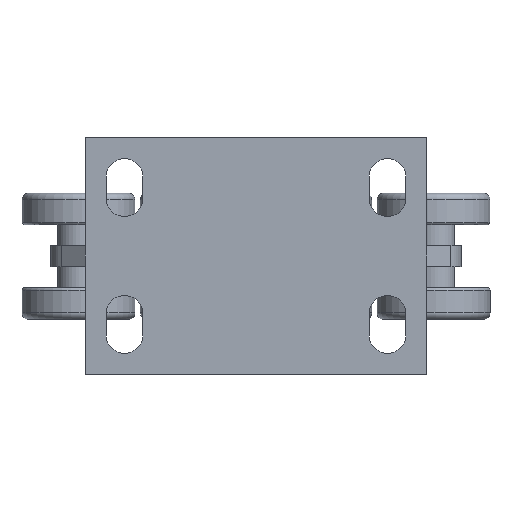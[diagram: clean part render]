
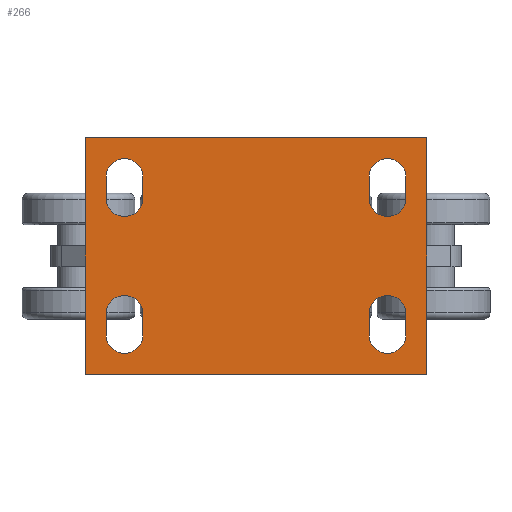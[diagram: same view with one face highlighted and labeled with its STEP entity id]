
A CAD part, front view. The second image highlights one B-rep face of the part: STEP entity #266.
In plain terms, the highlighted planar face has unit normal (0, -1, 0).
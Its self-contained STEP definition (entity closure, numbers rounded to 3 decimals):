
#266=ADVANCED_FACE('',(#1906,#1908,#1910,#1912,#1914),#1916,.T.);
#1906=FACE_BOUND('',#1907,.T.);
#1907=EDGE_LOOP('',(#4603,#4604,#4605,#4606));
#1908=FACE_BOUND('',#1909,.T.);
#1909=EDGE_LOOP('',(#4607,#4608,#4609,#4610));
#1910=FACE_BOUND('',#1911,.T.);
#1911=EDGE_LOOP('',(#4611,#4612,#4613,#4614));
#1912=FACE_BOUND('',#1913,.T.);
#1913=EDGE_LOOP('',(#4615,#4616,#4617,#4618));
#1914=FACE_BOUND('',#1915,.T.);
#1915=EDGE_LOOP('',(#4619,#4620,#4621,#4622));
#1916=PLANE('',#1917);
#1917=AXIS2_PLACEMENT_3D('',#1918,#1919,#1920);
#1918=CARTESIAN_POINT('',(145.,-20.5,49.1));
#1919=DIRECTION('',(0.,-1.,0.));
#1920=DIRECTION('',(-1.,0.,0.));
#4603=ORIENTED_EDGE('',*,*,#6716,.T.);
#4604=ORIENTED_EDGE('',*,*,#6714,.T.);
#4605=ORIENTED_EDGE('',*,*,#6712,.T.);
#4606=ORIENTED_EDGE('',*,*,#6710,.T.);
#4607=ORIENTED_EDGE('',*,*,#6724,.F.);
#4608=ORIENTED_EDGE('',*,*,#6723,.T.);
#4609=ORIENTED_EDGE('',*,*,#6721,.F.);
#4610=ORIENTED_EDGE('',*,*,#6718,.T.);
#4611=ORIENTED_EDGE('',*,*,#6732,.T.);
#4612=ORIENTED_EDGE('',*,*,#6731,.F.);
#4613=ORIENTED_EDGE('',*,*,#6728,.T.);
#4614=ORIENTED_EDGE('',*,*,#6725,.F.);
#4615=ORIENTED_EDGE('',*,*,#6740,.F.);
#4616=ORIENTED_EDGE('',*,*,#6739,.T.);
#4617=ORIENTED_EDGE('',*,*,#6737,.F.);
#4618=ORIENTED_EDGE('',*,*,#6734,.T.);
#4619=ORIENTED_EDGE('',*,*,#6748,.T.);
#4620=ORIENTED_EDGE('',*,*,#6747,.F.);
#4621=ORIENTED_EDGE('',*,*,#6744,.T.);
#4622=ORIENTED_EDGE('',*,*,#6741,.F.);
#6710=EDGE_CURVE('',#7996,#7994,#7997,.T.);
#6712=EDGE_CURVE('',#7999,#7996,#8000,.T.);
#6714=EDGE_CURVE('',#8002,#7999,#8003,.T.);
#6716=EDGE_CURVE('',#7994,#8002,#8005,.T.);
#6718=EDGE_CURVE('',#8008,#8006,#8009,.F.);
#6721=EDGE_CURVE('',#8008,#8011,#8013,.T.);
#6723=EDGE_CURVE('',#8014,#8011,#8016,.F.);
#6724=EDGE_CURVE('',#8014,#8006,#8017,.T.);
#6725=EDGE_CURVE('',#8018,#8019,#8020,.T.);
#6728=EDGE_CURVE('',#8023,#8019,#8024,.F.);
#6731=EDGE_CURVE('',#8023,#8026,#8028,.T.);
#6732=EDGE_CURVE('',#8018,#8026,#8029,.F.);
#6734=EDGE_CURVE('',#8032,#8030,#8033,.F.);
#6737=EDGE_CURVE('',#8032,#8035,#8037,.T.);
#6739=EDGE_CURVE('',#8038,#8035,#8040,.F.);
#6740=EDGE_CURVE('',#8038,#8030,#8041,.T.);
#6741=EDGE_CURVE('',#8042,#8043,#8044,.T.);
#6744=EDGE_CURVE('',#8047,#8043,#8048,.F.);
#6747=EDGE_CURVE('',#8047,#8050,#8052,.T.);
#6748=EDGE_CURVE('',#8042,#8050,#8053,.F.);
#7994=VERTEX_POINT('',#10085);
#7996=VERTEX_POINT('',#10089);
#7997=LINE('',#10090,#10091);
#7999=VERTEX_POINT('',#10096);
#8000=LINE('',#10097,#10098);
#8002=VERTEX_POINT('',#10103);
#8003=LINE('',#10104,#10105);
#8005=LINE('',#10110,#10111);
#8006=VERTEX_POINT('',#10113);
#8008=VERTEX_POINT('',#10117);
#8009=LINE('',#10118,#10119);
#8011=VERTEX_POINT('',#10124);
#8013=CIRCLE('',#10128,7.);
#8014=VERTEX_POINT('',#10132);
#8016=LINE('',#10136,#10137);
#8017=CIRCLE('',#10139,7.);
#8018=VERTEX_POINT('',#10143);
#8019=VERTEX_POINT('',#10144);
#8020=CIRCLE('',#10145,7.);
#8023=VERTEX_POINT('',#10155);
#8024=LINE('',#10156,#10157);
#8026=VERTEX_POINT('',#10162);
#8028=CIRCLE('',#10166,7.);
#8029=LINE('',#10170,#10171);
#8030=VERTEX_POINT('',#10173);
#8032=VERTEX_POINT('',#10177);
#8033=LINE('',#10178,#10179);
#8035=VERTEX_POINT('',#10184);
#8037=CIRCLE('',#10188,7.);
#8038=VERTEX_POINT('',#10192);
#8040=LINE('',#10196,#10197);
#8041=CIRCLE('',#10199,7.);
#8042=VERTEX_POINT('',#10203);
#8043=VERTEX_POINT('',#10204);
#8044=CIRCLE('',#10205,7.);
#8047=VERTEX_POINT('',#10215);
#8048=LINE('',#10216,#10217);
#8050=VERTEX_POINT('',#10222);
#8052=CIRCLE('',#10226,7.);
#8053=LINE('',#10230,#10231);
#10085=CARTESIAN_POINT('',(15.,-20.5,-40.9));
#10089=CARTESIAN_POINT('',(15.,-20.5,49.1));
#10090=CARTESIAN_POINT('',(15.,-20.5,49.1));
#10091=VECTOR('',#10092,1.);
#10092=DIRECTION('',(0.,0.,-1.));
#10096=CARTESIAN_POINT('',(145.,-20.5,49.1));
#10097=CARTESIAN_POINT('',(145.,-20.5,49.1));
#10098=VECTOR('',#10099,1.);
#10099=DIRECTION('',(-1.,0.,0.));
#10103=CARTESIAN_POINT('',(145.,-20.5,-40.9));
#10104=CARTESIAN_POINT('',(145.,-20.5,-40.9));
#10105=VECTOR('',#10106,1.);
#10106=DIRECTION('',(0.,0.,1.));
#10110=CARTESIAN_POINT('',(15.,-20.5,-40.9));
#10111=VECTOR('',#10112,1.);
#10112=DIRECTION('',(1.,0.,0.));
#10113=CARTESIAN_POINT('',(123.,-20.5,-17.9));
#10117=CARTESIAN_POINT('',(123.,-20.5,-25.9));
#10118=CARTESIAN_POINT('',(123.,-20.5,-17.9));
#10119=VECTOR('',#10120,1.);
#10120=DIRECTION('',(0.,0.,-1.));
#10124=CARTESIAN_POINT('',(137.,-20.5,-25.9));
#10128=AXIS2_PLACEMENT_3D('',#10129,#10130,#10131);
#10129=CARTESIAN_POINT('',(130.,-20.5,-25.9));
#10130=DIRECTION('',(0.,-1.,0.));
#10131=DIRECTION('',(-1.,0.,0.));
#10132=CARTESIAN_POINT('',(137.,-20.5,-17.9));
#10136=CARTESIAN_POINT('',(137.,-20.5,-25.9));
#10137=VECTOR('',#10138,1.);
#10138=DIRECTION('',(0.,0.,1.));
#10139=AXIS2_PLACEMENT_3D('',#10140,#10141,#10142);
#10140=CARTESIAN_POINT('',(130.,-20.5,-17.9));
#10141=DIRECTION('',(0.,-1.,0.));
#10142=DIRECTION('',(1.,0.,0.));
#10143=CARTESIAN_POINT('',(23.,-20.5,-25.9));
#10144=CARTESIAN_POINT('',(37.,-20.5,-25.9));
#10145=AXIS2_PLACEMENT_3D('',#10146,#10147,#10148);
#10146=CARTESIAN_POINT('',(30.,-20.5,-25.9));
#10147=DIRECTION('',(0.,-1.,0.));
#10148=DIRECTION('',(-1.,0.,0.));
#10155=CARTESIAN_POINT('',(37.,-20.5,-17.9));
#10156=CARTESIAN_POINT('',(37.,-20.5,-25.9));
#10157=VECTOR('',#10158,1.);
#10158=DIRECTION('',(0.,0.,1.));
#10162=CARTESIAN_POINT('',(23.,-20.5,-17.9));
#10166=AXIS2_PLACEMENT_3D('',#10167,#10168,#10169);
#10167=CARTESIAN_POINT('',(30.,-20.5,-17.9));
#10168=DIRECTION('',(0.,-1.,0.));
#10169=DIRECTION('',(1.,0.,0.));
#10170=CARTESIAN_POINT('',(23.,-20.5,-17.9));
#10171=VECTOR('',#10172,1.);
#10172=DIRECTION('',(0.,0.,-1.));
#10173=CARTESIAN_POINT('',(137.,-20.5,26.1));
#10177=CARTESIAN_POINT('',(137.,-20.5,34.1));
#10178=CARTESIAN_POINT('',(137.,-20.5,26.1));
#10179=VECTOR('',#10180,1.);
#10180=DIRECTION('',(0.,0.,1.));
#10184=CARTESIAN_POINT('',(123.,-20.5,34.1));
#10188=AXIS2_PLACEMENT_3D('',#10189,#10190,#10191);
#10189=CARTESIAN_POINT('',(130.,-20.5,34.1));
#10190=DIRECTION('',(0.,-1.,0.));
#10191=DIRECTION('',(1.,0.,0.));
#10192=CARTESIAN_POINT('',(123.,-20.5,26.1));
#10196=CARTESIAN_POINT('',(123.,-20.5,34.1));
#10197=VECTOR('',#10198,1.);
#10198=DIRECTION('',(0.,0.,-1.));
#10199=AXIS2_PLACEMENT_3D('',#10200,#10201,#10202);
#10200=CARTESIAN_POINT('',(130.,-20.5,26.1));
#10201=DIRECTION('',(0.,-1.,0.));
#10202=DIRECTION('',(-1.,0.,0.));
#10203=CARTESIAN_POINT('',(37.,-20.5,34.1));
#10204=CARTESIAN_POINT('',(23.,-20.5,34.1));
#10205=AXIS2_PLACEMENT_3D('',#10206,#10207,#10208);
#10206=CARTESIAN_POINT('',(30.,-20.5,34.1));
#10207=DIRECTION('',(0.,-1.,0.));
#10208=DIRECTION('',(1.,0.,0.));
#10215=CARTESIAN_POINT('',(23.,-20.5,26.1));
#10216=CARTESIAN_POINT('',(23.,-20.5,34.1));
#10217=VECTOR('',#10218,1.);
#10218=DIRECTION('',(0.,0.,-1.));
#10222=CARTESIAN_POINT('',(37.,-20.5,26.1));
#10226=AXIS2_PLACEMENT_3D('',#10227,#10228,#10229);
#10227=CARTESIAN_POINT('',(30.,-20.5,26.1));
#10228=DIRECTION('',(0.,-1.,0.));
#10229=DIRECTION('',(-1.,0.,0.));
#10230=CARTESIAN_POINT('',(37.,-20.5,26.1));
#10231=VECTOR('',#10232,1.);
#10232=DIRECTION('',(0.,0.,1.));
